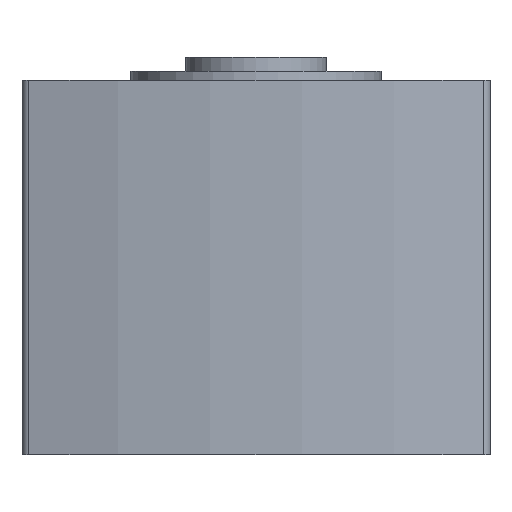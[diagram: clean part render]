
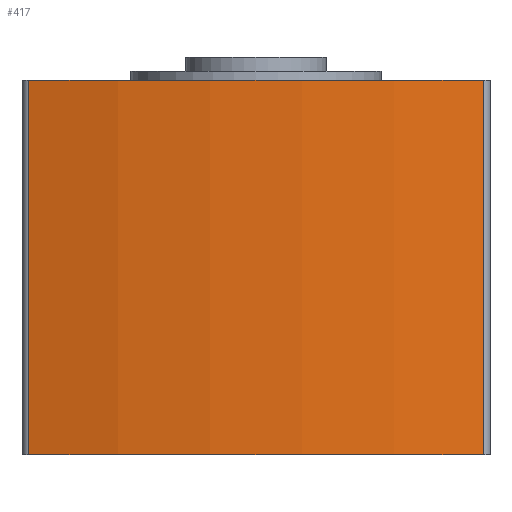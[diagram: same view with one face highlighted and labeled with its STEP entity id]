
A CAD part, front view. The second image highlights one B-rep face of the part: STEP entity #417.
In plain terms, the highlighted cylindrical face has radius 34 mm (diameter 68 mm), a partial arc.
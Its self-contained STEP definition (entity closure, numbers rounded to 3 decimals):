
#33=CIRCLE('',#478,34.);
#34=CIRCLE('',#479,34.);
#65=CYLINDRICAL_SURFACE('',#477,34.);
#88=ORIENTED_EDGE('',*,*,#181,.F.);
#89=ORIENTED_EDGE('',*,*,#180,.F.);
#90=ORIENTED_EDGE('',*,*,#182,.T.);
#91=ORIENTED_EDGE('',*,*,#183,.T.);
#180=EDGE_CURVE('',#226,#225,#264,.T.);
#181=EDGE_CURVE('',#225,#227,#33,.T.);
#182=EDGE_CURVE('',#226,#228,#34,.T.);
#183=EDGE_CURVE('',#228,#227,#265,.T.);
#225=VERTEX_POINT('',#702);
#226=VERTEX_POINT('',#704);
#227=VERTEX_POINT('',#708);
#228=VERTEX_POINT('',#710);
#264=LINE('',#705,#278);
#265=LINE('',#711,#279);
#278=VECTOR('',#554,1000.);
#279=VECTOR('',#561,1000.);
#290=EDGE_LOOP('',(#88,#89,#90,#91));
#346=FACE_BOUND('',#290,.T.);
#417=ADVANCED_FACE('',(#346),#65,.T.);
#477=AXIS2_PLACEMENT_3D('',#706,#555,#556);
#478=AXIS2_PLACEMENT_3D('',#707,#557,#558);
#479=AXIS2_PLACEMENT_3D('',#709,#559,#560);
#554=DIRECTION('',(0.,0.,1.));
#555=DIRECTION('',(0.,0.,1.));
#556=DIRECTION('',(1.,0.,0.));
#557=DIRECTION('',(0.,0.,1.));
#558=DIRECTION('',(1.,0.,0.));
#559=DIRECTION('',(0.,0.,1.));
#560=DIRECTION('',(1.,0.,0.));
#561=DIRECTION('',(0.,0.,1.));
#702=CARTESIAN_POINT('',(-9.714,-7.583,0.));
#704=CARTESIAN_POINT('',(-9.714,-7.583,-16.));
#705=CARTESIAN_POINT('',(-9.714,-7.583,-16.));
#706=CARTESIAN_POINT('',(0.,25.,-16.));
#707=CARTESIAN_POINT('',(0.,25.,0.));
#708=CARTESIAN_POINT('',(9.714,-7.583,0.));
#709=CARTESIAN_POINT('',(0.,25.,-16.));
#710=CARTESIAN_POINT('',(9.714,-7.583,-16.));
#711=CARTESIAN_POINT('',(9.714,-7.583,-16.));
